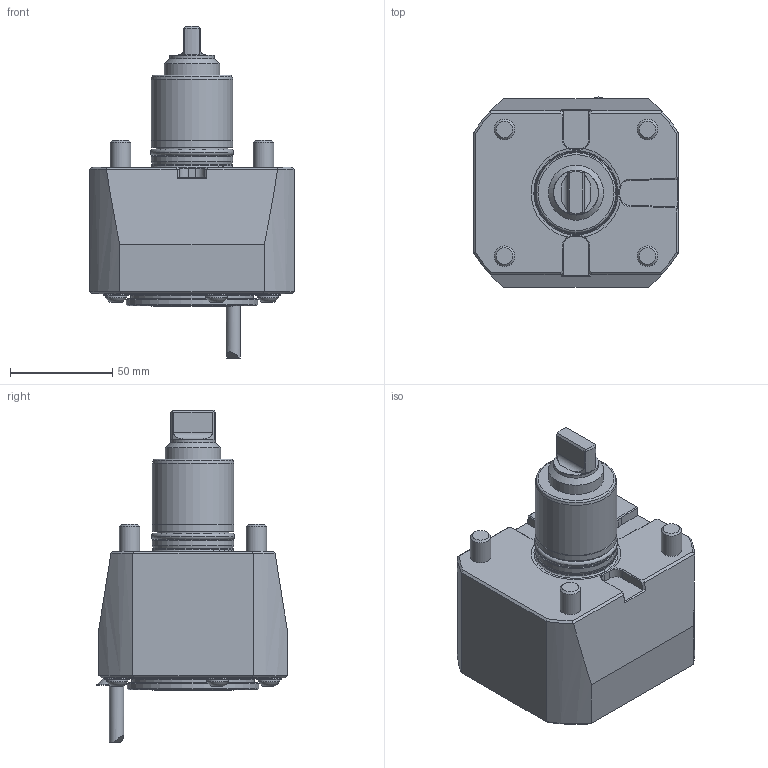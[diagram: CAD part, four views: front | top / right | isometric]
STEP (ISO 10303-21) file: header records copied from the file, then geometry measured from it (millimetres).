
FILE_DESCRIPTION(/* description */ ('Unknown'),/* implementation_level */ '2;1');
FILE_NAME(/* name */ 'C4_DNE_MS40A_I_HS_SIM',/* time_stamp */ '2022-09-07T09:02:20+02:00',/* author */ ('KS'),/* organization */ ('WTO'),/* preprocessor_version */ 'ST-DEVELOPER v16.7',/* originating_system */ 'DEX',/* authorisation */ $);
FILE_SCHEMA (('AUTOMOTIVE_DESIGN {1 0 10303 214 3 1 1}'));
Length unit declared in the file: millimetre
Products named in the file (1): 116270_C4-DNE-MS40A-I-HS-A_vereinfacht_STP_00450917
Bounding box: 100 x 93 x 162.4 mm (x, y, z)
Volume: 596799.7 mm3; surface area: 53583 mm2
Topology: 1 solids, 1 shells, 212 faces, 490 edges, 303 vertices
Faces by surface type: plane 101, cone 46, cylinder 43, bspline 10, torus 7, sphere 5
Full cylindrical faces by diameter (mm): 2.5 x1, 6 x5, 7 x1, 10 x4, 10.5 x4, 12 x1, 22 x1, 27 x1, 35.2 x1, 39.4 x1, 39.8 x1, 40 x2, 40.6 x1, 60 x1, 64.4 x1, 70.8 x1
Entity records: 6142 total; most frequent: CARTESIAN_POINT 1654, DIRECTION 928, ORIENTED_EDGE 820, EDGE_CURVE 410, AXIS2_PLACEMENT_3D 379, EDGE_LOOP 311, FACE_BOUND 311, VERTEX_POINT 291
